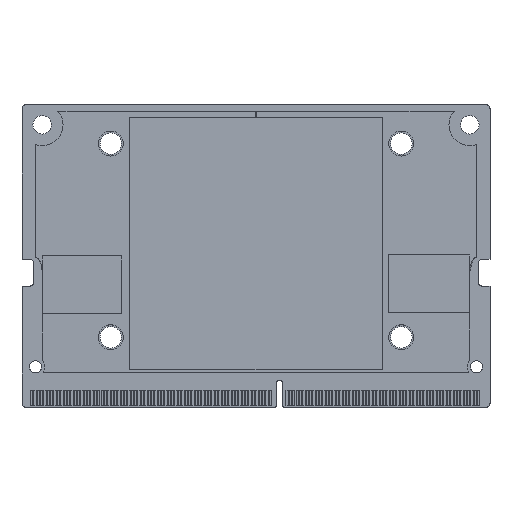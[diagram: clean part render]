
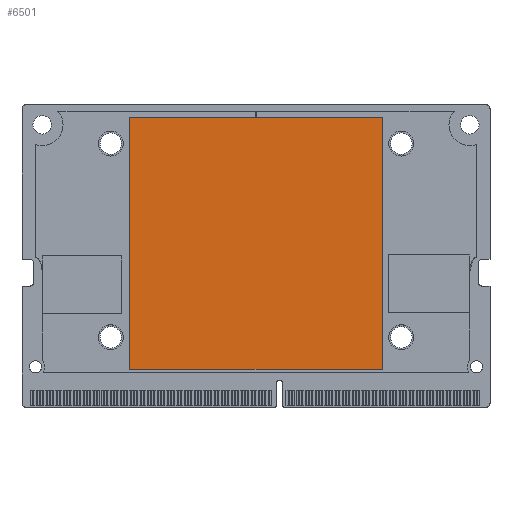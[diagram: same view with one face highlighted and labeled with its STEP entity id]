
A CAD part, top view. The second image highlights one B-rep face of the part: STEP entity #6501.
In plain terms, the highlighted planar face has unit normal (0, 0, 1).
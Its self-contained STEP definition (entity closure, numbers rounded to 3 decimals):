
#6374=DIRECTION('',(-1.,0.,0.));
#6375=VECTOR('',#6374,37.5);
#6376=CARTESIAN_POINT('',(51.55,-0.35,3.83));
#6377=LINE('',#6376,#6375);
#6381=DIRECTION('',(0.,1.,0.));
#6382=VECTOR('',#6381,37.5);
#6383=CARTESIAN_POINT('',(14.05,-0.35,3.83));
#6384=LINE('',#6383,#6382);
#6388=DIRECTION('',(1.,0.,0.));
#6389=VECTOR('',#6388,37.5);
#6390=CARTESIAN_POINT('',(14.05,37.15,3.83));
#6391=LINE('',#6390,#6389);
#6395=DIRECTION('',(0.,-1.,0.));
#6396=VECTOR('',#6395,37.5);
#6397=CARTESIAN_POINT('',(51.55,37.15,3.83));
#6398=LINE('',#6397,#6396);
#6410=CARTESIAN_POINT('',(14.05,-0.35,3.83));
#6411=VERTEX_POINT('',#6410);
#6412=CARTESIAN_POINT('',(51.55,-0.35,3.83));
#6413=VERTEX_POINT('',#6412);
#6414=CARTESIAN_POINT('',(14.05,37.15,3.83));
#6415=VERTEX_POINT('',#6414);
#6416=CARTESIAN_POINT('',(51.55,37.15,3.83));
#6417=VERTEX_POINT('',#6416);
#6490=CARTESIAN_POINT('',(0.,0.,3.83));
#6491=DIRECTION('',(0.,0.,1.));
#6492=DIRECTION('',(0.,1.,0.));
#6493=AXIS2_PLACEMENT_3D('',#6490,#6491,#6492);
#6494=PLANE('',#6493);
#6495=ORIENTED_EDGE('',*,*,#6442,.T.);
#6496=ORIENTED_EDGE('',*,*,#6457,.T.);
#6497=ORIENTED_EDGE('',*,*,#6471,.T.);
#6498=ORIENTED_EDGE('',*,*,#6484,.T.);
#6499=EDGE_LOOP('',(#6495,#6496,#6497,#6498));
#6500=FACE_OUTER_BOUND('',#6499,.F.);
#6501=ADVANCED_FACE('',(#6500),#6494,.T.);
#6442=EDGE_CURVE('',#6413,#6411,#6377,.T.);
#6457=EDGE_CURVE('',#6411,#6415,#6384,.T.);
#6471=EDGE_CURVE('',#6415,#6417,#6391,.T.);
#6484=EDGE_CURVE('',#6417,#6413,#6398,.T.);
